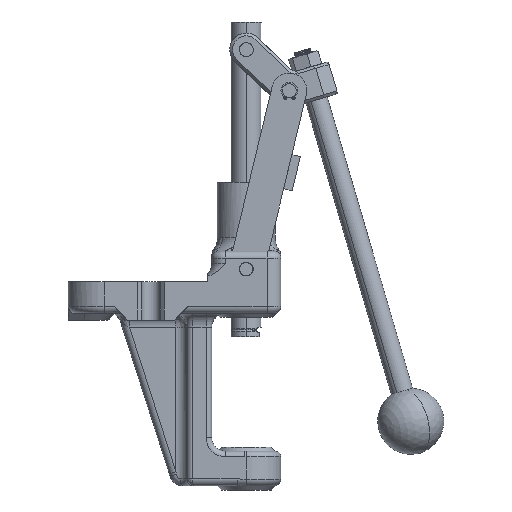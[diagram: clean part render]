
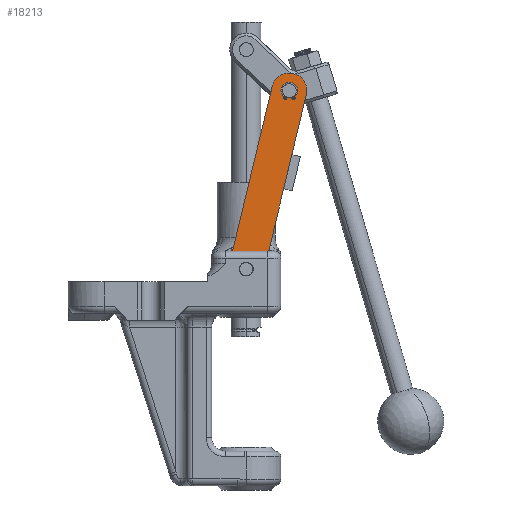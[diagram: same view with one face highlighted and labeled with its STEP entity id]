
A CAD part, front view. The second image highlights one B-rep face of the part: STEP entity #18213.
In plain terms, the highlighted face is planar.
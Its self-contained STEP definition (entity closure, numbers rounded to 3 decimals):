
#158 = ORIENTED_EDGE ( 'NONE', *, *, #22543, .F. ) ;
#270 = EDGE_CURVE ( 'NONE', #8525, #4454, #947, .T. ) ;
#280 = AXIS2_PLACEMENT_3D ( 'NONE', #14670, #8959, #12763 ) ;
#830 = LINE ( 'NONE', #24679, #18586 ) ;
#947 = CIRCLE ( 'NONE', #4193, 5. ) ;
#1121 = ORIENTED_EDGE ( 'NONE', *, *, #6393, .T. ) ;
#1363 = ORIENTED_EDGE ( 'NONE', *, *, #17428, .F. ) ;
#1451 = CARTESIAN_POINT ( 'NONE',  ( 133., -12.7, 0. ) ) ;
#1458 = VERTEX_POINT ( 'NONE', #22340 ) ;
#1531 = CARTESIAN_POINT ( 'NONE',  ( 128., 0., 0. ) ) ;
#1655 = EDGE_CURVE ( 'NONE', #3681, #21124, #24286, .T. ) ;
#2081 = VERTEX_POINT ( 'NONE', #10022 ) ;
#2189 = AXIS2_PLACEMENT_3D ( 'NONE', #18901, #13132, #11356 ) ;
#2319 = AXIS2_PLACEMENT_3D ( 'NONE', #4366, #12116, #21585 ) ;
#2649 = CIRCLE ( 'NONE', #2189, 5. ) ;
#3207 = VERTEX_POINT ( 'NONE', #24491 ) ;
#3247 = ORIENTED_EDGE ( 'NONE', *, *, #14512, .F. ) ;
#3597 = DIRECTION ( 'NONE',  ( 1., 0., 0. ) ) ;
#3634 = ORIENTED_EDGE ( 'NONE', *, *, #20402, .F. ) ;
#3681 = VERTEX_POINT ( 'NONE', #1451 ) ;
#3989 = CARTESIAN_POINT ( 'NONE',  ( 0., 0., 0. ) ) ;
#4193 = AXIS2_PLACEMENT_3D ( 'NONE', #5475, #23345, #5850 ) ;
#4214 = EDGE_LOOP ( 'NONE', ( #1121, #22519 ) ) ;
#4366 = CARTESIAN_POINT ( 'NONE',  ( 133., 0., 0. ) ) ;
#4454 = VERTEX_POINT ( 'NONE', #12761 ) ;
#4896 = VECTOR ( 'NONE', #3597, 1000. ) ;
#5475 = CARTESIAN_POINT ( 'NONE',  ( 0., 0., 0. ) ) ;
#5505 = LINE ( 'NONE', #19158, #4896 ) ;
#5850 = DIRECTION ( 'NONE',  ( 1., 0., 0. ) ) ;
#6270 = FACE_BOUND ( 'NONE', #23311, .T. ) ;
#6393 = EDGE_CURVE ( 'NONE', #21654, #2081, #11639, .T. ) ;
#6935 = DIRECTION ( 'NONE',  ( -1., 0., 0. ) ) ;
#8196 = FACE_OUTER_BOUND ( 'NONE', #13322, .T. ) ;
#8255 = ORIENTED_EDGE ( 'NONE', *, *, #270, .T. ) ;
#8497 = CARTESIAN_POINT ( 'NONE',  ( 133., 12.7, 0. ) ) ;
#8525 = VERTEX_POINT ( 'NONE', #21433 ) ;
#8796 = AXIS2_PLACEMENT_3D ( 'NONE', #23478, #22969, #9567 ) ;
#8838 = PLANE ( 'NONE',  #280 ) ;
#8959 = DIRECTION ( 'NONE',  ( 0., 0., 1. ) ) ;
#9567 = DIRECTION ( 'NONE',  ( 1., 0., 0. ) ) ;
#10022 = CARTESIAN_POINT ( 'NONE',  ( 138., 0., 0. ) ) ;
#10997 = CARTESIAN_POINT ( 'NONE',  ( 0., 0., 0. ) ) ;
#11302 = DIRECTION ( 'NONE',  ( 1., 0., 0. ) ) ;
#11356 = DIRECTION ( 'NONE',  ( 1., 0., 0. ) ) ;
#11424 = DIRECTION ( 'NONE',  ( 0., 0., 1. ) ) ;
#11639 = CIRCLE ( 'NONE', #2319, 5. ) ;
#12116 = DIRECTION ( 'NONE',  ( 0., 0., 1. ) ) ;
#12383 = CIRCLE ( 'NONE', #18111, 12.7 ) ;
#12504 = CARTESIAN_POINT ( 'NONE',  ( 0., 12.7, 0. ) ) ;
#12761 = CARTESIAN_POINT ( 'NONE',  ( -5., 0., 0. ) ) ;
#12763 = DIRECTION ( 'NONE',  ( 1., 0., 0. ) ) ;
#12848 = CIRCLE ( 'NONE', #19382, 5. ) ;
#13132 = DIRECTION ( 'NONE',  ( 0., 0., 1. ) ) ;
#13205 = CARTESIAN_POINT ( 'NONE',  ( 0., 0., 0. ) ) ;
#13322 = EDGE_LOOP ( 'NONE', ( #3247, #1363, #20437, #158, #3634 ) ) ;
#14512 = EDGE_CURVE ( 'NONE', #15061, #3207, #18576, .T. ) ;
#14670 = CARTESIAN_POINT ( 'NONE',  ( 0., 0., 0. ) ) ;
#14770 = EDGE_CURVE ( 'NONE', #4454, #8525, #12848, .T. ) ;
#15061 = VERTEX_POINT ( 'NONE', #12504 ) ;
#15950 = DIRECTION ( 'NONE',  ( 1., 0., 0. ) ) ;
#16708 = FACE_BOUND ( 'NONE', #4214, .T. ) ;
#16958 = AXIS2_PLACEMENT_3D ( 'NONE', #13205, #11424, #11302 ) ;
#17428 = EDGE_CURVE ( 'NONE', #21124, #15061, #830, .T. ) ;
#17886 = ORIENTED_EDGE ( 'NONE', *, *, #14770, .T. ) ;
#18111 = AXIS2_PLACEMENT_3D ( 'NONE', #3989, #19180, #15950 ) ;
#18213 = ADVANCED_FACE ( 'NONE', ( #8196, #6270, #16708 ), #8838, .F. ) ;
#18576 = CIRCLE ( 'NONE', #16958, 12.7 ) ;
#18586 = VECTOR ( 'NONE', #6935, 1000. ) ;
#18901 = CARTESIAN_POINT ( 'NONE',  ( 133., 0., 0. ) ) ;
#19158 = CARTESIAN_POINT ( 'NONE',  ( 0., -12.7, 0. ) ) ;
#19180 = DIRECTION ( 'NONE',  ( 0., 0., 1. ) ) ;
#19382 = AXIS2_PLACEMENT_3D ( 'NONE', #10997, #20121, #22867 ) ;
#19522 = EDGE_CURVE ( 'NONE', #2081, #21654, #2649, .T. ) ;
#20121 = DIRECTION ( 'NONE',  ( 0., 0., 1. ) ) ;
#20402 = EDGE_CURVE ( 'NONE', #3207, #1458, #12383, .T. ) ;
#20437 = ORIENTED_EDGE ( 'NONE', *, *, #1655, .F. ) ;
#21124 = VERTEX_POINT ( 'NONE', #8497 ) ;
#21433 = CARTESIAN_POINT ( 'NONE',  ( 5., 0., 0. ) ) ;
#21585 = DIRECTION ( 'NONE',  ( 1., 0., 0. ) ) ;
#21654 = VERTEX_POINT ( 'NONE', #1531 ) ;
#22340 = CARTESIAN_POINT ( 'NONE',  ( 0., -12.7, 0. ) ) ;
#22519 = ORIENTED_EDGE ( 'NONE', *, *, #19522, .T. ) ;
#22543 = EDGE_CURVE ( 'NONE', #1458, #3681, #5505, .T. ) ;
#22867 = DIRECTION ( 'NONE',  ( 1., 0., 0. ) ) ;
#22969 = DIRECTION ( 'NONE',  ( 0., 0., 1. ) ) ;
#23311 = EDGE_LOOP ( 'NONE', ( #17886, #8255 ) ) ;
#23345 = DIRECTION ( 'NONE',  ( 0., 0., 1. ) ) ;
#23478 = CARTESIAN_POINT ( 'NONE',  ( 133., 0., 0. ) ) ;
#24286 = CIRCLE ( 'NONE', #8796, 12.7 ) ;
#24491 = CARTESIAN_POINT ( 'NONE',  ( -12.7, 0., 0. ) ) ;
#24679 = CARTESIAN_POINT ( 'NONE',  ( 0., 12.7, 0. ) ) ;
